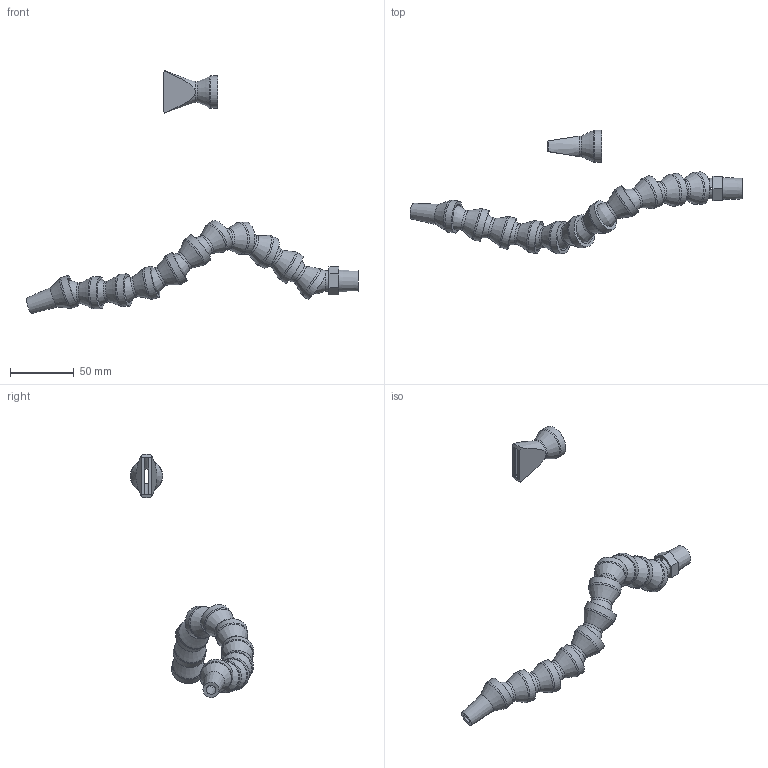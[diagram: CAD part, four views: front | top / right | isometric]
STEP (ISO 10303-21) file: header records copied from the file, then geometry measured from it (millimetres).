
FILE_DESCRIPTION((''),'2;1');
FILE_NAME('5901.stp','2008-01-24T10:22:34',('Dan Preston'),(''),'Autodesk Inventor 2008','Autodesk Inventor 2008','');
FILE_SCHEMA(('AUTOMOTIVE_DESIGN { 1 0 10303 214 1 1 1 1 }'));
Length unit declared in the file: inch
Products named in the file (5): 5901; 5901-base; 5901-segment; 5901-round-nozzle; 5901-flat-nozzle
Assembly tree (13 placements, depth 2):
  5901
    5901-base
    5901-segment  x10
    5901-round-nozzle
    5901-flat-nozzle
Bounding box: 261.13 x 96.97 x 191.17 mm (x, y, z)
Volume: 62144.2 mm3; surface area: 52239.6 mm2
Topology: 13 solids, 13 shells, 171 faces, 377 edges, 210 vertices
Faces by surface type: cylinder 52, cone 45, bspline 34, plane 28, torus 12
Full cylindrical faces by diameter (mm): 1.984 x2, 11.176 x12, 16.256 x12, 20.32 x12, 25.4 x12
Entity records: 2038 total; most frequent: CARTESIAN_POINT 645, DIRECTION 280, ORIENTED_EDGE 192, AXIS2_PLACEMENT_3D 126, EDGE_LOOP 110, EDGE_CURVE 96, VERTEX_POINT 76, FACE_OUTER_BOUND 63
